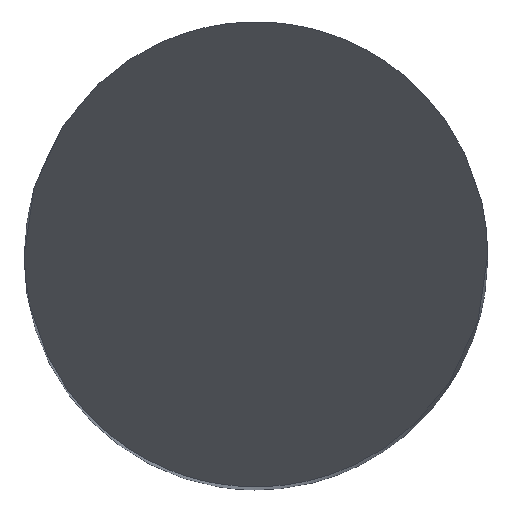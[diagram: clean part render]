
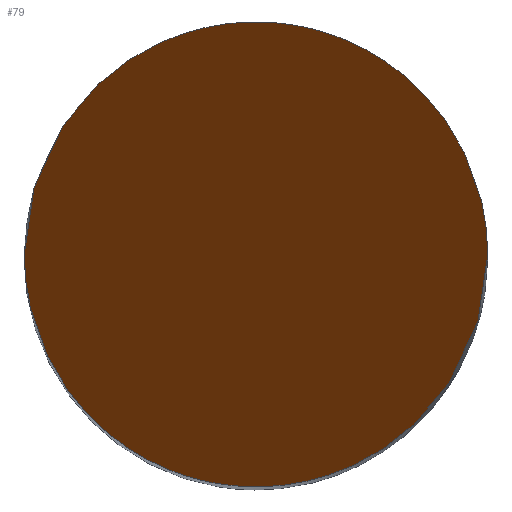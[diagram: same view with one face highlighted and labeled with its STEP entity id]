
A CAD part, top view. The second image highlights one B-rep face of the part: STEP entity #79.
In plain terms, the highlighted planar face has unit normal (0, -0.866, 0.5).
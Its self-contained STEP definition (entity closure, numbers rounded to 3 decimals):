
#58=PLANE('',#605);
#79=ADVANCED_FACE('',(#119),#58,.F.);
#119=FACE_OUTER_BOUND('',#150,.T.);
#150=EDGE_LOOP('',(#322,#323));
#322=ORIENTED_EDGE('',*,*,#494,.F.);
#323=ORIENTED_EDGE('',*,*,#484,.F.);
#431=VERTEX_POINT('',#1066);
#432=VERTEX_POINT('',#1071);
#484=EDGE_CURVE('',#431,#432,#545,.T.);
#494=EDGE_CURVE('',#432,#431,#546,.T.);
#545=(
BOUNDED_CURVE()
B_SPLINE_CURVE(3,(#1067,#1068,#1069,#1070),.UNSPECIFIED.,.F.,.F.)
B_SPLINE_CURVE_WITH_KNOTS((4,4),(0.,1.),.UNSPECIFIED.)
CURVE()
GEOMETRIC_REPRESENTATION_ITEM()
RATIONAL_B_SPLINE_CURVE((1.,0.333,0.333,1.))
REPRESENTATION_ITEM('')
);
#546=(
BOUNDED_CURVE()
B_SPLINE_CURVE(3,(#1108,#1109,#1110,#1111),.UNSPECIFIED.,.F.,.F.)
B_SPLINE_CURVE_WITH_KNOTS((4,4),(0.,1.),.UNSPECIFIED.)
CURVE()
GEOMETRIC_REPRESENTATION_ITEM()
RATIONAL_B_SPLINE_CURVE((1.,0.333,0.333,1.))
REPRESENTATION_ITEM('')
);
#605=AXIS2_PLACEMENT_3D('',#1135,#685,#686);
#685=DIRECTION('',(0.,0.866,-0.5));
#686=DIRECTION('',(0.,0.5,0.866));
#1066=CARTESIAN_POINT('',(-2.,0.,0.));
#1067=CARTESIAN_POINT('',(-2.,0.,0.));
#1068=CARTESIAN_POINT('',(-2.,4.,6.928));
#1069=CARTESIAN_POINT('',(2.,4.,6.928));
#1070=CARTESIAN_POINT('',(2.,0.,0.));
#1071=CARTESIAN_POINT('',(2.,0.,0.));
#1108=CARTESIAN_POINT('',(2.,0.,0.));
#1109=CARTESIAN_POINT('',(2.,-4.,-6.928));
#1110=CARTESIAN_POINT('',(-2.,-4.,-6.928));
#1111=CARTESIAN_POINT('',(-2.,0.,0.));
#1135=CARTESIAN_POINT('',(-2.,2.,3.464));
